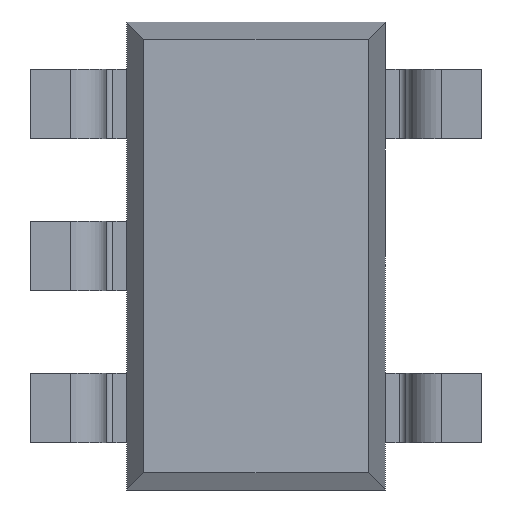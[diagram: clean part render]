
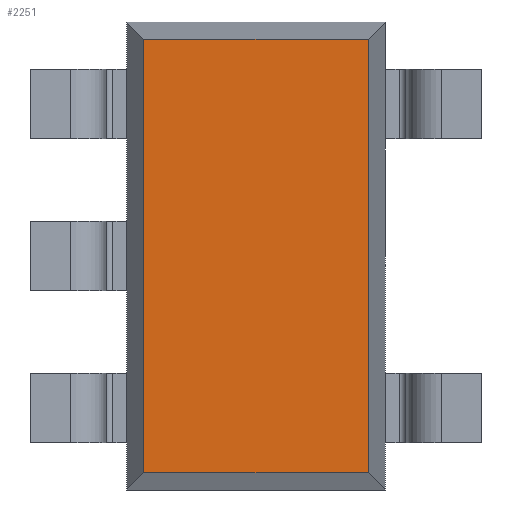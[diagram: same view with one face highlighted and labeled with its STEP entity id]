
A CAD part, front view. The second image highlights one B-rep face of the part: STEP entity #2251.
In plain terms, the highlighted planar face has unit normal (0, -1, 0).
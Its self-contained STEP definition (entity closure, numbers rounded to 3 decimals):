
#87 = AXIS2_PLACEMENT_3D ( 'NONE', #164, #1926, #942 ) ;
#164 = CARTESIAN_POINT ( 'NONE',  ( 0., 0.1, 0. ) ) ;
#187 = VERTEX_POINT ( 'NONE', #1627 ) ;
#211 = ORIENTED_EDGE ( 'NONE', *, *, #666, .T. ) ;
#260 = LINE ( 'NONE', #2354, #1538 ) ;
#272 = CARTESIAN_POINT ( 'NONE',  ( 0.8, 0.1, 1.342 ) ) ;
#346 = PLANE ( 'NONE',  #87 ) ;
#450 = LINE ( 'NONE', #1178, #1427 ) ;
#509 = ORIENTED_EDGE ( 'NONE', *, *, #715, .T. ) ;
#637 = ORIENTED_EDGE ( 'NONE', *, *, #1984, .T. ) ;
#651 = LINE ( 'NONE', #272, #1097 ) ;
#666 = EDGE_CURVE ( 'NONE', #187, #1015, #260, .T. ) ;
#714 = CARTESIAN_POINT ( 'NONE',  ( 0.694, 0.1, -1.448 ) ) ;
#715 = EDGE_CURVE ( 'NONE', #1865, #187, #651, .T. ) ;
#861 = LINE ( 'NONE', #714, #995 ) ;
#865 = DIRECTION ( 'NONE',  ( 0., 0., -1. ) ) ;
#866 = EDGE_LOOP ( 'NONE', ( #637, #1883, #509, #211 ) ) ;
#942 = DIRECTION ( 'NONE',  ( 0., 0., -1. ) ) ;
#957 = VERTEX_POINT ( 'NONE', #2393 ) ;
#995 = VECTOR ( 'NONE', #2386, 1000. ) ;
#1015 = VERTEX_POINT ( 'NONE', #1676 ) ;
#1097 = VECTOR ( 'NONE', #1986, 1000. ) ;
#1178 = CARTESIAN_POINT ( 'NONE',  ( -0.8, 0.1, -1.342 ) ) ;
#1301 = CARTESIAN_POINT ( 'NONE',  ( 0.694, 0.1, 1.342 ) ) ;
#1427 = VECTOR ( 'NONE', #1561, 1000. ) ;
#1538 = VECTOR ( 'NONE', #865, 1000. ) ;
#1561 = DIRECTION ( 'NONE',  ( 1., 0., 0. ) ) ;
#1627 = CARTESIAN_POINT ( 'NONE',  ( -0.694, 0.1, 1.342 ) ) ;
#1676 = CARTESIAN_POINT ( 'NONE',  ( -0.694, 0.1, -1.342 ) ) ;
#1734 = EDGE_CURVE ( 'NONE', #957, #1865, #861, .T. ) ;
#1865 = VERTEX_POINT ( 'NONE', #1301 ) ;
#1883 = ORIENTED_EDGE ( 'NONE', *, *, #1734, .T. ) ;
#1926 = DIRECTION ( 'NONE',  ( 0., -1., 0. ) ) ;
#1984 = EDGE_CURVE ( 'NONE', #1015, #957, #450, .T. ) ;
#1986 = DIRECTION ( 'NONE',  ( -1., 0., 0. ) ) ;
#2251 = ADVANCED_FACE ( 'NONE', ( #2286 ), #346, .T. ) ;
#2286 = FACE_OUTER_BOUND ( 'NONE', #866, .T. ) ;
#2354 = CARTESIAN_POINT ( 'NONE',  ( -0.694, 0.1, 1.448 ) ) ;
#2386 = DIRECTION ( 'NONE',  ( 0., 0., 1. ) ) ;
#2393 = CARTESIAN_POINT ( 'NONE',  ( 0.694, 0.1, -1.342 ) ) ;
